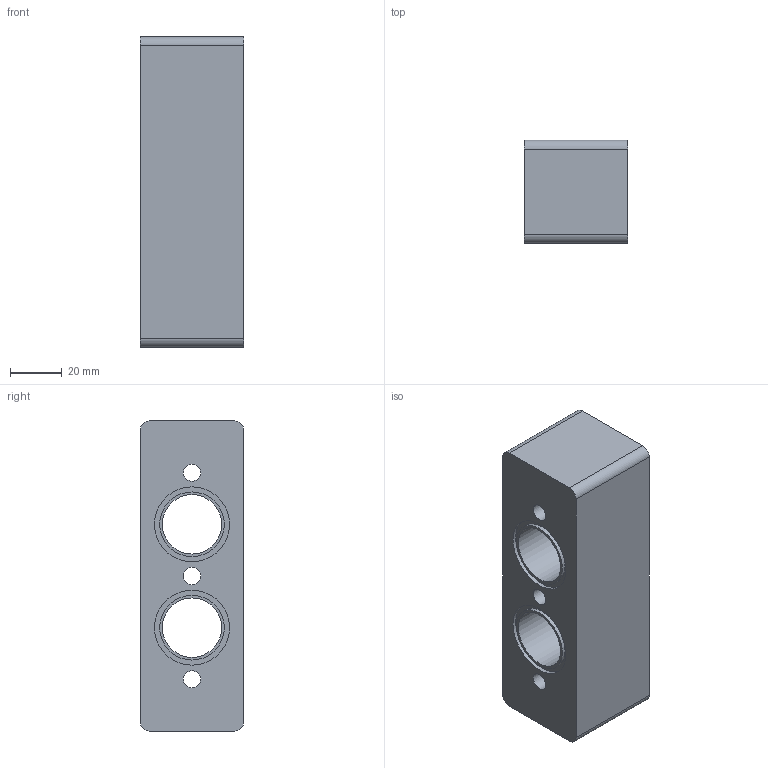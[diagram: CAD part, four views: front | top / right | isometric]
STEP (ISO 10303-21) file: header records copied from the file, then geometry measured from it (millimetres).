
FILE_DESCRIPTION((''),'2;1');
FILE_NAME('SD0153N.stp','2009-08-10T15:16:21',('teddy iii'),(''),'Autodesk Inventor 11','Autodesk Inventor 11','');
FILE_SCHEMA(('AUTOMOTIVE_DESIGN { 1 0 10303 214 1 1 1 1 }'));
Length unit declared in the file: millimetre
Products named in the file (1): SD0153N
Bounding box: 40 x 40 x 120 mm (x, y, z)
Volume: 153162.3 mm3; surface area: 29570.7 mm2
Topology: 1 solids, 1 shells, 31 faces, 68 edges, 47 vertices
Faces by surface type: plane 12, bspline 11, cylinder 8
Full cylindrical faces by diameter (mm): 25 x2, 29 x2
Entity records: 926 total; most frequent: CARTESIAN_POINT 283, DIRECTION 126, ORIENTED_EDGE 100, EDGE_LOOP 62, AXIS2_PLACEMENT_3D 55, EDGE_CURVE 50, VERTEX_POINT 42, CIRCLE 34
